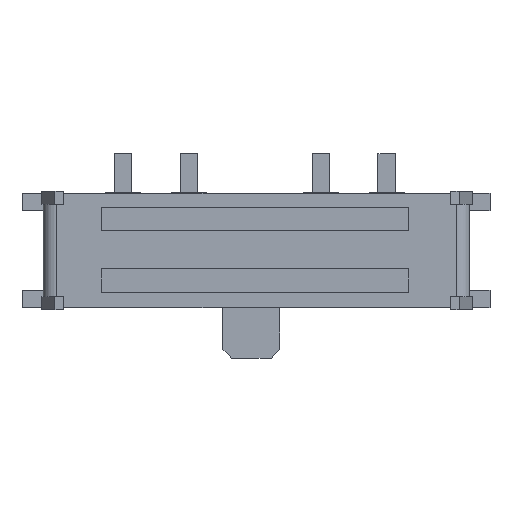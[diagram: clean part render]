
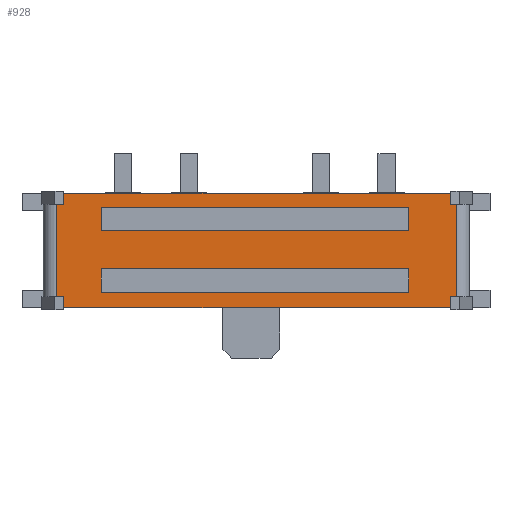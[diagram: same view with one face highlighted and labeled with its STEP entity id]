
A CAD part, top view. The second image highlights one B-rep face of the part: STEP entity #928.
In plain terms, the highlighted planar face has unit normal (0, 0, 1).
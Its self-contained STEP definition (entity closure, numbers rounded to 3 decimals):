
#27=VECTOR('',#28,1.);
#28=DIRECTION('',(1.,0.,0.));
#45=DIRECTION('',(0.,1.,0.));
#55=VECTOR('',#45,1.);
#96=VECTOR('',#97,1.);
#97=DIRECTION('',(-1.,0.,0.));
#193=DIRECTION('',(0.,0.,-1.));
#327=VECTOR('',#328,1.);
#328=DIRECTION('',(0.,-1.,0.));
#481=VERTEX_POINT('',#482);
#482=CARTESIAN_POINT('',(-4.35,0.95,1.4));
#485=ORIENTED_EDGE('',*,*,#486,.T.);
#486=EDGE_CURVE('',#481,#487,#489,.T.);
#487=VERTEX_POINT('',#488);
#488=CARTESIAN_POINT('',(4.45,0.95,1.4));
#489=LINE('',#490,#27);
#490=CARTESIAN_POINT('',(-4.82,0.95,1.4));
#630=VERTEX_POINT('',#631);
#631=CARTESIAN_POINT('',(4.45,-1.65,1.4));
#634=ORIENTED_EDGE('',*,*,#635,.T.);
#635=EDGE_CURVE('',#630,#636,#638,.T.);
#636=VERTEX_POINT('',#637);
#637=CARTESIAN_POINT('',(-4.35,-1.65,1.4));
#638=LINE('',#639,#96);
#639=CARTESIAN_POINT('',(4.88,-1.65,1.4));
#908=VERTEX_POINT('',#909);
#909=CARTESIAN_POINT('',(4.45,0.7,1.4));
#914=EDGE_CURVE('',#487,#908,#915,.T.);
#915=LINE('',#916,#327);
#916=CARTESIAN_POINT('',(4.45,0.175,1.4));
#928=ADVANCED_FACE('',(#929,#994,#1020),#1046,.F.);
#929=FACE_BOUND('',#930,.F.);
#930=EDGE_LOOP('',(#931,#937,#943,#949,#634,#953,#959,#965,    #971,#977,#983,#989,#485,#993));
#931=ORIENTED_EDGE('',*,*,#932,.T.);
#932=EDGE_CURVE('',#908,#933,#935,.T.);
#933=VERTEX_POINT('',#934);
#934=CARTESIAN_POINT('',(4.58,0.7,1.4));
#935=LINE('',#936,#27);
#936=CARTESIAN_POINT('',(2.24,0.7,1.4));
#937=ORIENTED_EDGE('',*,*,#938,.T.);
#938=EDGE_CURVE('',#933,#939,#941,.T.);
#939=VERTEX_POINT('',#940);
#940=CARTESIAN_POINT('',(4.58,-1.4,1.4));
#941=LINE('',#942,#327);
#942=CARTESIAN_POINT('',(4.58,0.95,1.4));
#943=ORIENTED_EDGE('',*,*,#944,.F.);
#944=EDGE_CURVE('',#945,#939,#947,.T.);
#945=VERTEX_POINT('',#946);
#946=CARTESIAN_POINT('',(4.45,-1.4,1.4));
#947=LINE('',#948,#27);
#948=CARTESIAN_POINT('',(2.24,-1.4,1.4));
#949=ORIENTED_EDGE('',*,*,#950,.T.);
#950=EDGE_CURVE('',#945,#630,#951,.T.);
#951=LINE('',#952,#327);
#952=CARTESIAN_POINT('',(4.45,-1.025,1.4));
#953=ORIENTED_EDGE('',*,*,#954,.F.);
#954=EDGE_CURVE('',#955,#636,#957,.T.);
#955=VERTEX_POINT('',#956);
#956=CARTESIAN_POINT('',(-4.35,-1.4,1.4));
#957=LINE('',#958,#327);
#958=CARTESIAN_POINT('',(-4.35,-0.875,1.4));
#959=ORIENTED_EDGE('',*,*,#960,.F.);
#960=EDGE_CURVE('',#961,#955,#963,.T.);
#961=VERTEX_POINT('',#962);
#962=CARTESIAN_POINT('',(-4.4,-1.4,1.4));
#963=LINE('',#964,#27);
#964=CARTESIAN_POINT('',(-2.16,-1.4,1.4));
#965=ORIENTED_EDGE('',*,*,#966,.F.);
#966=EDGE_CURVE('',#967,#961,#969,.T.);
#967=VERTEX_POINT('',#968);
#968=CARTESIAN_POINT('',(-4.52,-1.4,1.4));
#969=LINE('',#970,#27);
#970=CARTESIAN_POINT('',(-2.435,-1.4,1.4));
#971=ORIENTED_EDGE('',*,*,#972,.T.);
#972=EDGE_CURVE('',#967,#973,#975,.T.);
#973=VERTEX_POINT('',#974);
#974=CARTESIAN_POINT('',(-4.52,0.7,1.4));
#975=LINE('',#976,#55);
#976=CARTESIAN_POINT('',(-4.52,-1.65,1.4));
#977=ORIENTED_EDGE('',*,*,#978,.T.);
#978=EDGE_CURVE('',#973,#979,#981,.T.);
#979=VERTEX_POINT('',#980);
#980=CARTESIAN_POINT('',(-4.4,0.7,1.4));
#981=LINE('',#982,#27);
#982=CARTESIAN_POINT('',(-2.435,0.7,1.4));
#983=ORIENTED_EDGE('',*,*,#984,.F.);
#984=EDGE_CURVE('',#985,#979,#987,.T.);
#985=VERTEX_POINT('',#986);
#986=CARTESIAN_POINT('',(-4.35,0.7,1.4));
#987=LINE('',#988,#96);
#988=CARTESIAN_POINT('',(-2.16,0.7,1.4));
#989=ORIENTED_EDGE('',*,*,#990,.T.);
#990=EDGE_CURVE('',#985,#481,#991,.T.);
#991=LINE('',#992,#55);
#992=CARTESIAN_POINT('',(-4.35,0.325,1.4));
#993=ORIENTED_EDGE('',*,*,#914,.T.);
#994=FACE_BOUND('',#995,.F.);
#995=EDGE_LOOP('',(#996,#1004,#1010,#1016));
#996=ORIENTED_EDGE('',*,*,#997,.F.);
#997=EDGE_CURVE('',#998,#1000,#1002,.T.);
#998=VERTEX_POINT('',#999);
#999=CARTESIAN_POINT('',(3.5,0.63,1.4));
#1000=VERTEX_POINT('',#1001);
#1001=CARTESIAN_POINT('',(3.5,0.1,1.4));
#1002=LINE('',#1003,#327);
#1003=CARTESIAN_POINT('',(3.5,-0.125,1.4));
#1004=ORIENTED_EDGE('',*,*,#1005,.F.);
#1005=EDGE_CURVE('',#1006,#998,#1008,.T.);
#1006=VERTEX_POINT('',#1007);
#1007=CARTESIAN_POINT('',(-3.5,0.63,1.4));
#1008=LINE('',#1009,#27);
#1009=CARTESIAN_POINT('',(-1.735,0.63,1.4));
#1010=ORIENTED_EDGE('',*,*,#1011,.T.);
#1011=EDGE_CURVE('',#1006,#1012,#1014,.T.);
#1012=VERTEX_POINT('',#1013);
#1013=CARTESIAN_POINT('',(-3.5,0.1,1.4));
#1014=LINE('',#1015,#327);
#1015=CARTESIAN_POINT('',(-3.5,-0.125,1.4));
#1016=ORIENTED_EDGE('',*,*,#1017,.T.);
#1017=EDGE_CURVE('',#1012,#1000,#1018,.T.);
#1018=LINE('',#1019,#27);
#1019=CARTESIAN_POINT('',(-1.735,0.1,1.4));
#1020=FACE_BOUND('',#1021,.F.);
#1021=EDGE_LOOP('',(#1022,#1030,#1036,#1042));
#1022=ORIENTED_EDGE('',*,*,#1023,.F.);
#1023=EDGE_CURVE('',#1024,#1026,#1028,.T.);
#1024=VERTEX_POINT('',#1025);
#1025=CARTESIAN_POINT('',(-3.5,-0.77,1.4));
#1026=VERTEX_POINT('',#1027);
#1027=CARTESIAN_POINT('',(3.5,-0.77,1.4));
#1028=LINE('',#1029,#27);
#1029=CARTESIAN_POINT('',(-1.735,-0.77,1.4));
#1030=ORIENTED_EDGE('',*,*,#1031,.T.);
#1031=EDGE_CURVE('',#1024,#1032,#1034,.T.);
#1032=VERTEX_POINT('',#1033);
#1033=CARTESIAN_POINT('',(-3.5,-1.3,1.4));
#1034=LINE('',#1035,#327);
#1035=CARTESIAN_POINT('',(-3.5,-0.825,1.4));
#1036=ORIENTED_EDGE('',*,*,#1037,.T.);
#1037=EDGE_CURVE('',#1032,#1038,#1040,.T.);
#1038=VERTEX_POINT('',#1039);
#1039=CARTESIAN_POINT('',(3.5,-1.3,1.4));
#1040=LINE('',#1041,#27);
#1041=CARTESIAN_POINT('',(-1.735,-1.3,1.4));
#1042=ORIENTED_EDGE('',*,*,#1043,.F.);
#1043=EDGE_CURVE('',#1026,#1038,#1044,.T.);
#1044=LINE('',#1045,#327);
#1045=CARTESIAN_POINT('',(3.5,-0.825,1.4));
#1046=PLANE('',#1047);
#1047=AXIS2_PLACEMENT_3D('',#1048,#193,#97);
#1048=CARTESIAN_POINT('',(0.03,-0.35,1.4));
